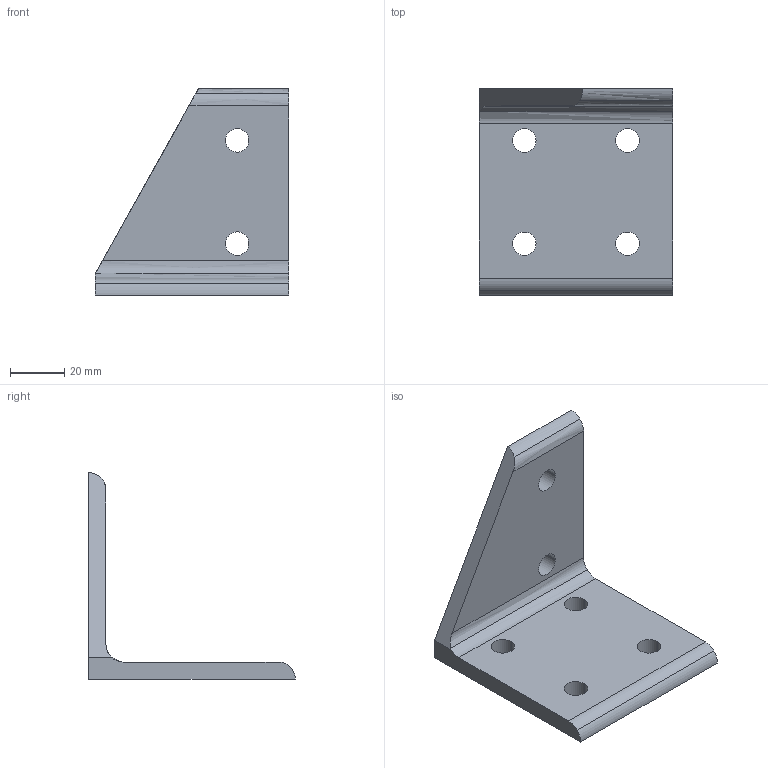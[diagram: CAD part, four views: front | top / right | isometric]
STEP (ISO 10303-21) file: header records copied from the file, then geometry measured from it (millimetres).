
FILE_DESCRIPTION((''),'2;1');
FILE_NAME('15CB4811.stp','2006-03-13T15:41:09',('Shawn Mantel'),('Faztek, LLC'),'Mechanical Desktop 2005','Mechanical Desktop 2005',', , ');
FILE_SCHEMA(('CONFIG_CONTROL_DESIGN'));
Length unit declared in the file: inch
Products named in the file (1): Product
Bounding box: 71.37 x 76.2 x 76.2 mm (x, y, z)
Volume: 55373.5 mm3; surface area: 20659.2 mm2
Topology: 1 solids, 1 shells, 25 faces, 69 edges, 46 vertices
Faces by surface type: bspline 25
Entity records: 1175 total; most frequent: CARTESIAN_POINT 468, ORIENTED_EDGE 138, DIRECTION 108, EDGE_CURVE 69, VERTEX_POINT 46, AXIS2_PLACEMENT_3D 38, EDGE_LOOP 37, CIRCLE 33
